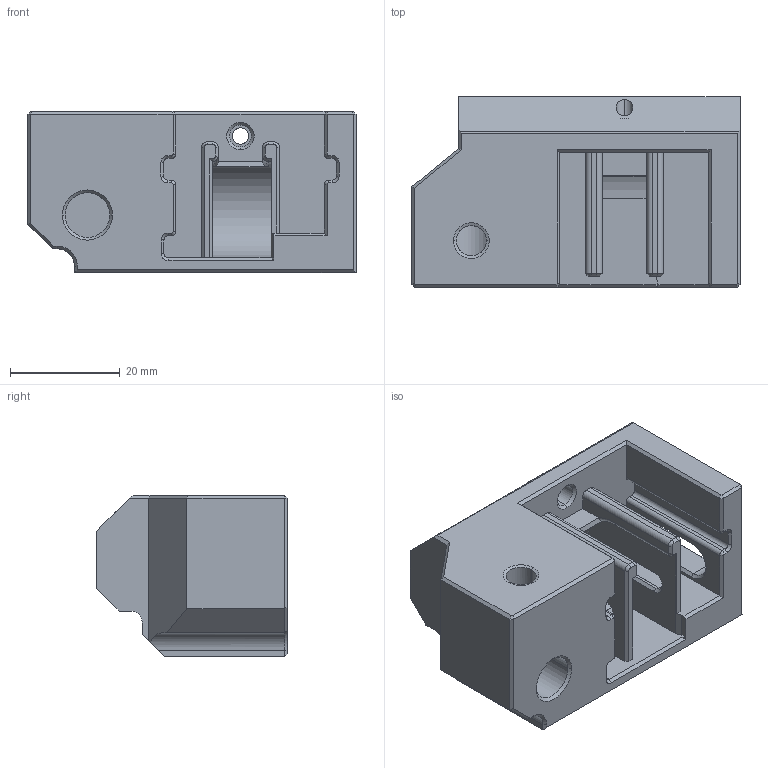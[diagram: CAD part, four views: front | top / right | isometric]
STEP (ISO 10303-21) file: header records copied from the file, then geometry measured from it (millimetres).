
FILE_DESCRIPTION(/* description */ ('STEP AP242','CAx-IF Rec.Pracs.---Representation and Presentation of Product Manufacturing Information (PMI)---4.0---2014-10-13','CAx-IF Rec.Pracs.---3D Tessellated Geometry---0.4---2014-09-14','2;1'),/* implementation_level */ '2;1');
FILE_NAME(/* name */ '663b933b22bc1250c3fead1c',/* time_stamp */ '2024-05-08T14:59:07Z',/* author */ (''),/* organization */ (''),/* preprocessor_version */ 'ST-DEVELOPER v20',/* originating_system */ ' ',/* authorisation */ ' ');
FILE_SCHEMA (('AP242_MANAGED_MODEL_BASED_3D_ENGINEERING_MIM_LF { 1 0 10303 442 1 1 4 }'));
Length unit declared in the file: metre
Products named in the file (1): Right Tensioner Housing
Bounding box: 59.88 x 34.8 x 29.39 mm (x, y, z)
Volume: 33498.2 mm3; surface area: 12640.8 mm2
Topology: 1 solids, 1 shells, 203 faces, 505 edges, 310 vertices
Faces by surface type: plane 115, cone 44, cylinder 42, torus 2
Entity records: 5998 total; most frequent: DIRECTION 1047, CARTESIAN_POINT 1046, ORIENTED_EDGE 1010, EDGE_CURVE 505, LINE 363, VECTOR 363, AXIS2_PLACEMENT_3D 342, VERTEX_POINT 310
